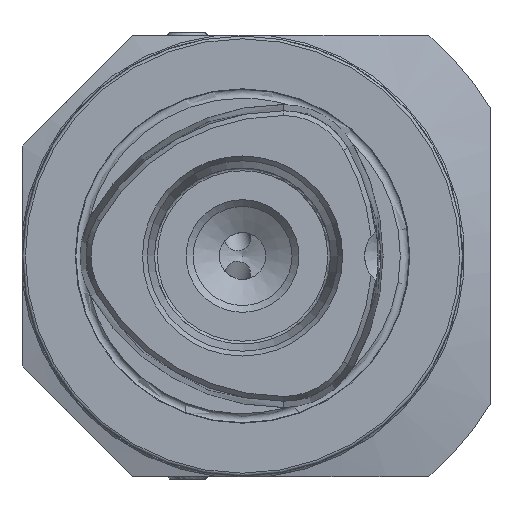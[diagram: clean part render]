
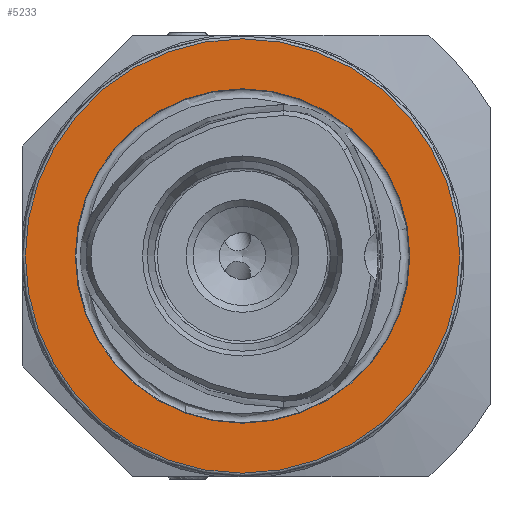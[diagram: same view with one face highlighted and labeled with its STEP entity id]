
A CAD part, left-side view. The second image highlights one B-rep face of the part: STEP entity #5233.
In plain terms, the highlighted planar face has unit normal (-1, 0, 0).
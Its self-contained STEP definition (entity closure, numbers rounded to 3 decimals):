
#140 = VERTEX_POINT ( 'NONE', #4558 ) ;
#365 = CARTESIAN_POINT ( 'NONE',  ( 0., 0., 0. ) ) ;
#696 = AXIS2_PLACEMENT_3D ( 'NONE', #5260, #2843, #1918 ) ;
#1104 = FACE_BOUND ( 'NONE', #1719, .T. ) ;
#1519 = ORIENTED_EDGE ( 'NONE', *, *, #2125, .F. ) ;
#1619 = DIRECTION ( 'NONE',  ( 0., 0., -1. ) ) ;
#1652 = PLANE ( 'NONE',  #5032 ) ;
#1719 = EDGE_LOOP ( 'NONE', ( #1519 ) ) ;
#1816 = ORIENTED_EDGE ( 'NONE', *, *, #2629, .T. ) ;
#1918 = DIRECTION ( 'NONE',  ( 0., 0., 1. ) ) ;
#2125 = EDGE_CURVE ( 'NONE', #4216, #4216, #3328, .T. ) ;
#2629 = EDGE_CURVE ( 'NONE', #140, #140, #3885, .T. ) ;
#2843 = DIRECTION ( 'NONE',  ( -1., 0., 0. ) ) ;
#3328 = CIRCLE ( 'NONE', #696, 30.4 ) ;
#3778 = AXIS2_PLACEMENT_3D ( 'NONE', #365, #3789, #4187 ) ;
#3789 = DIRECTION ( 'NONE',  ( -1., 0., 0. ) ) ;
#3885 = CIRCLE ( 'NONE', #3778, 39.5 ) ;
#4187 = DIRECTION ( 'NONE',  ( 0., 0., 1. ) ) ;
#4216 = VERTEX_POINT ( 'NONE', #4933 ) ;
#4415 = EDGE_LOOP ( 'NONE', ( #1816 ) ) ;
#4530 = DIRECTION ( 'NONE',  ( 1., 0., 0. ) ) ;
#4548 = CARTESIAN_POINT ( 'NONE',  ( 0., 30.4, 0. ) ) ;
#4558 = CARTESIAN_POINT ( 'NONE',  ( 0., 0., 39.5 ) ) ;
#4783 = FACE_OUTER_BOUND ( 'NONE', #4415, .T. ) ;
#4933 = CARTESIAN_POINT ( 'NONE',  ( 0., 0., 30.4 ) ) ;
#5032 = AXIS2_PLACEMENT_3D ( 'NONE', #4548, #4530, #1619 ) ;
#5233 = ADVANCED_FACE ( 'NONE', ( #1104, #4783 ), #1652, .F. ) ;
#5260 = CARTESIAN_POINT ( 'NONE',  ( 0., 0., 0. ) ) ;
